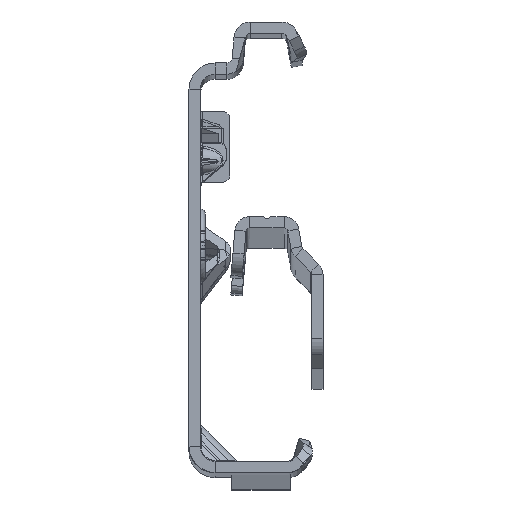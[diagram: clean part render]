
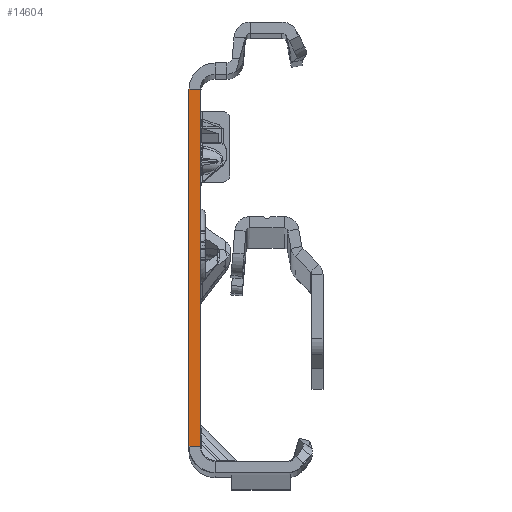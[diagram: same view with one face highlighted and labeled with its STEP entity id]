
A CAD part, top view. The second image highlights one B-rep face of the part: STEP entity #14604.
In plain terms, the highlighted planar face has unit normal (0, 0, 1).
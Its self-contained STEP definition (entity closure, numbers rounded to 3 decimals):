
#1869 = CARTESIAN_POINT ( 'NONE',  ( -1.5, -27.865, 0. ) ) ;
#1880 = ORIENTED_EDGE ( 'NONE', *, *, #13539, .F. ) ;
#2414 = DIRECTION ( 'NONE',  ( 0., 0., 1. ) ) ;
#3330 = CARTESIAN_POINT ( 'NONE',  ( 0., -25.865, 0. ) ) ;
#6948 = EDGE_CURVE ( 'NONE', #43304, #24270, #32149, .T. ) ;
#10515 = VECTOR ( 'NONE', #24202, 1000. ) ;
#11355 = VECTOR ( 'NONE', #45104, 1000. ) ;
#12622 = CARTESIAN_POINT ( 'NONE',  ( 0., -25.865, 0. ) ) ;
#13539 = EDGE_CURVE ( 'NONE', #24270, #39685, #37498, .T. ) ;
#14604 = ADVANCED_FACE ( 'NONE', ( #23245 ), #52631, .T. ) ;
#15290 = EDGE_CURVE ( 'NONE', #37127, #39685, #29098, .T. ) ;
#16107 = CARTESIAN_POINT ( 'NONE',  ( -1.5, -27.865, 0. ) ) ;
#16247 = LINE ( 'NONE', #28153, #11355 ) ;
#17688 = EDGE_CURVE ( 'NONE', #43304, #37127, #16247, .T. ) ;
#19339 = DIRECTION ( 'NONE',  ( 1., 0., 0. ) ) ;
#22039 = ORIENTED_EDGE ( 'NONE', *, *, #6948, .F. ) ;
#22481 = VECTOR ( 'NONE', #23567, 1000. ) ;
#23245 = FACE_OUTER_BOUND ( 'NONE', #40536, .T. ) ;
#23567 = DIRECTION ( 'NONE',  ( 0., -1., 0. ) ) ;
#24202 = DIRECTION ( 'NONE',  ( -1., 0., 0. ) ) ;
#24270 = VERTEX_POINT ( 'NONE', #3330 ) ;
#28153 = CARTESIAN_POINT ( 'NONE',  ( 0., 22.135, 0. ) ) ;
#29098 = LINE ( 'NONE', #16107, #43465 ) ;
#29171 = AXIS2_PLACEMENT_3D ( 'NONE', #1869, #2414, #19339 ) ;
#32149 = LINE ( 'NONE', #45751, #22481 ) ;
#32212 = ORIENTED_EDGE ( 'NONE', *, *, #17688, .T. ) ;
#36416 = ORIENTED_EDGE ( 'NONE', *, *, #15290, .T. ) ;
#37127 = VERTEX_POINT ( 'NONE', #47019 ) ;
#37498 = LINE ( 'NONE', #12622, #10515 ) ;
#37859 = CARTESIAN_POINT ( 'NONE',  ( -1.5, -25.865, 0. ) ) ;
#39685 = VERTEX_POINT ( 'NONE', #37859 ) ;
#40536 = EDGE_LOOP ( 'NONE', ( #22039, #32212, #36416, #1880 ) ) ;
#40797 = CARTESIAN_POINT ( 'NONE',  ( 0., 22.135, 0. ) ) ;
#43304 = VERTEX_POINT ( 'NONE', #40797 ) ;
#43465 = VECTOR ( 'NONE', #50720, 1000. ) ;
#45104 = DIRECTION ( 'NONE',  ( -1., 0., 0. ) ) ;
#45751 = CARTESIAN_POINT ( 'NONE',  ( 0., -27.865, 0. ) ) ;
#47019 = CARTESIAN_POINT ( 'NONE',  ( -1.5, 22.135, 0. ) ) ;
#50720 = DIRECTION ( 'NONE',  ( 0., -1., 0. ) ) ;
#52631 = PLANE ( 'NONE',  #29171 ) ;
